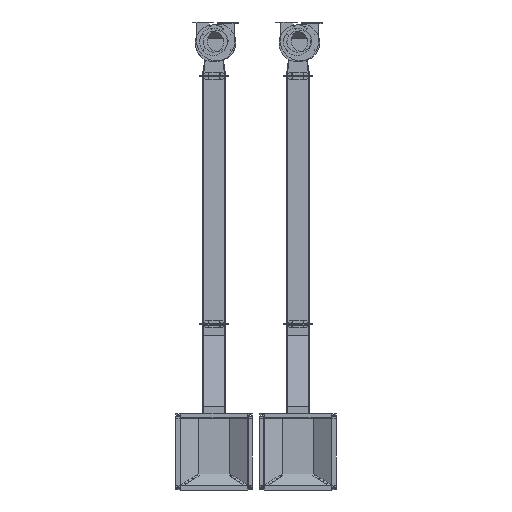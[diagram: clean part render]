
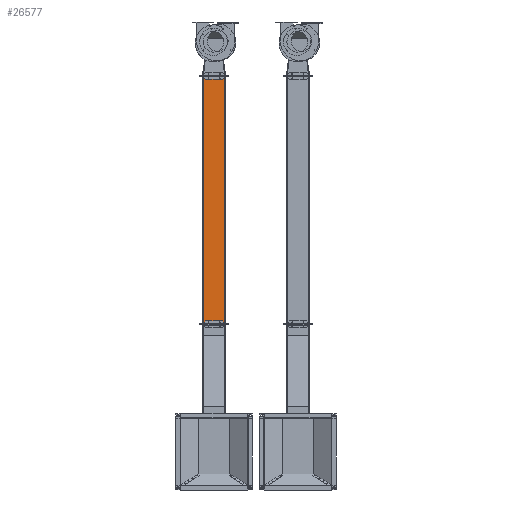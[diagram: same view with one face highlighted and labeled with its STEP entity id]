
A CAD part, front view. The second image highlights one B-rep face of the part: STEP entity #26577.
In plain terms, the highlighted free-form (B-spline) face has degree [1, 1] with [2, 2] control points.
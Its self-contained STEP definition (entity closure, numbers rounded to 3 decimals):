
#25888 = VERTEX_POINT('',#25889);
#25889 = CARTESIAN_POINT('',(870.713,931.006,
    824.689));
#25894 = EDGE_CURVE('',#25895,#25888,#25897,.T.);
#25895 = VERTEX_POINT('',#25896);
#25896 = CARTESIAN_POINT('',(874.026,931.006,
    824.689));
#25897 = ( BOUNDED_CURVE() B_SPLINE_CURVE(2,(#25898,#25899,#25900,#25901
,#25902),.UNSPECIFIED.,.F.,.F.) B_SPLINE_CURVE_WITH_KNOTS((3,2,3),(
    3.142,4.712,6.283),
.PIECEWISE_BEZIER_KNOTS.) CURVE() GEOMETRIC_REPRESENTATION_ITEM() 
RATIONAL_B_SPLINE_CURVE((1.,0.707,1.,0.707,1.)) 
REPRESENTATION_ITEM('') );
#25898 = CARTESIAN_POINT('',(874.026,931.006,
    824.689));
#25899 = CARTESIAN_POINT('',(874.026,931.006,
    826.345));
#25900 = CARTESIAN_POINT('',(872.37,931.006,
    826.345));
#25901 = CARTESIAN_POINT('',(870.713,931.006,
    826.345));
#25902 = CARTESIAN_POINT('',(870.713,931.006,
    824.689));
#25936 = VERTEX_POINT('',#25937);
#25937 = CARTESIAN_POINT('',(818.942,931.006,
    824.689));
#25942 = EDGE_CURVE('',#25943,#25936,#25945,.T.);
#25943 = VERTEX_POINT('',#25944);
#25944 = CARTESIAN_POINT('',(822.256,931.006,
    824.689));
#25945 = ( BOUNDED_CURVE() B_SPLINE_CURVE(2,(#25946,#25947,#25948,#25949
,#25950),.UNSPECIFIED.,.F.,.F.) B_SPLINE_CURVE_WITH_KNOTS((3,2,3),(
    3.142,4.712,6.283),
.PIECEWISE_BEZIER_KNOTS.) CURVE() GEOMETRIC_REPRESENTATION_ITEM() 
RATIONAL_B_SPLINE_CURVE((1.,0.707,1.,0.707,1.)) 
REPRESENTATION_ITEM('') );
#25946 = CARTESIAN_POINT('',(822.256,931.006,
    824.689));
#25947 = CARTESIAN_POINT('',(822.256,931.006,
    826.345));
#25948 = CARTESIAN_POINT('',(820.599,931.006,
    826.345));
#25949 = CARTESIAN_POINT('',(818.942,931.006,
    826.345));
#25950 = CARTESIAN_POINT('',(818.942,931.006,
    824.689));
#25984 = VERTEX_POINT('',#25985);
#25985 = CARTESIAN_POINT('',(870.713,931.006,
    1945.002));
#25990 = EDGE_CURVE('',#25991,#25984,#25993,.T.);
#25991 = VERTEX_POINT('',#25992);
#25992 = CARTESIAN_POINT('',(874.026,931.006,
    1945.002));
#25993 = ( BOUNDED_CURVE() B_SPLINE_CURVE(2,(#25994,#25995,#25996,#25997
,#25998),.UNSPECIFIED.,.F.,.F.) B_SPLINE_CURVE_WITH_KNOTS((3,2,3),(
    3.142,4.712,6.283),
.PIECEWISE_BEZIER_KNOTS.) CURVE() GEOMETRIC_REPRESENTATION_ITEM() 
RATIONAL_B_SPLINE_CURVE((1.,0.707,1.,0.707,1.)) 
REPRESENTATION_ITEM('') );
#25994 = CARTESIAN_POINT('',(874.026,931.006,
    1945.002));
#25995 = CARTESIAN_POINT('',(874.026,931.006,
    1946.659));
#25996 = CARTESIAN_POINT('',(872.37,931.006,
    1946.659));
#25997 = CARTESIAN_POINT('',(870.713,931.006,
    1946.659));
#25998 = CARTESIAN_POINT('',(870.713,931.006,
    1945.002));
#26032 = VERTEX_POINT('',#26033);
#26033 = CARTESIAN_POINT('',(818.942,931.006,
    1945.002));
#26038 = EDGE_CURVE('',#26039,#26032,#26041,.T.);
#26039 = VERTEX_POINT('',#26040);
#26040 = CARTESIAN_POINT('',(822.256,931.006,
    1945.002));
#26041 = ( BOUNDED_CURVE() B_SPLINE_CURVE(2,(#26042,#26043,#26044,#26045
,#26046),.UNSPECIFIED.,.F.,.F.) B_SPLINE_CURVE_WITH_KNOTS((3,2,3),(
    3.142,4.712,6.283),
.PIECEWISE_BEZIER_KNOTS.) CURVE() GEOMETRIC_REPRESENTATION_ITEM() 
RATIONAL_B_SPLINE_CURVE((1.,0.707,1.,0.707,1.)) 
REPRESENTATION_ITEM('') );
#26042 = CARTESIAN_POINT('',(822.256,931.006,
    1945.002));
#26043 = CARTESIAN_POINT('',(822.256,931.006,
    1946.659));
#26044 = CARTESIAN_POINT('',(820.599,931.006,
    1946.659));
#26045 = CARTESIAN_POINT('',(818.942,931.006,
    1946.659));
#26046 = CARTESIAN_POINT('',(818.942,931.006,
    1945.002));
#26577 = ADVANCED_FACE('',(#26578,#26589,#26600,#26611,#26622),#26652,
  .T.);
#26578 = FACE_BOUND('',#26579,.T.);
#26579 = EDGE_LOOP('',(#26580,#26588));
#26580 = ORIENTED_EDGE('',*,*,#26581,.F.);
#26581 = EDGE_CURVE('',#25888,#25895,#26582,.T.);
#26582 = ( BOUNDED_CURVE() B_SPLINE_CURVE(2,(#26583,#26584,#26585,#26586
,#26587),.UNSPECIFIED.,.F.,.F.) B_SPLINE_CURVE_WITH_KNOTS((3,2,3),(0.,
1.571,3.142),.PIECEWISE_BEZIER_KNOTS.) CURVE() 
GEOMETRIC_REPRESENTATION_ITEM() RATIONAL_B_SPLINE_CURVE((1.,
0.707,1.,0.707,1.)) REPRESENTATION_ITEM('') );
#26583 = CARTESIAN_POINT('',(870.713,931.006,
    824.689));
#26584 = CARTESIAN_POINT('',(870.713,931.006,
    823.032));
#26585 = CARTESIAN_POINT('',(872.37,931.006,
    823.032));
#26586 = CARTESIAN_POINT('',(874.026,931.006,
    823.032));
#26587 = CARTESIAN_POINT('',(874.026,931.006,
    824.689));
#26588 = ORIENTED_EDGE('',*,*,#25894,.F.);
#26589 = FACE_BOUND('',#26590,.T.);
#26590 = EDGE_LOOP('',(#26591,#26599));
#26591 = ORIENTED_EDGE('',*,*,#26592,.F.);
#26592 = EDGE_CURVE('',#25936,#25943,#26593,.T.);
#26593 = ( BOUNDED_CURVE() B_SPLINE_CURVE(2,(#26594,#26595,#26596,#26597
,#26598),.UNSPECIFIED.,.F.,.F.) B_SPLINE_CURVE_WITH_KNOTS((3,2,3),(0.,
1.571,3.142),.PIECEWISE_BEZIER_KNOTS.) CURVE() 
GEOMETRIC_REPRESENTATION_ITEM() RATIONAL_B_SPLINE_CURVE((1.,
0.707,1.,0.707,1.)) REPRESENTATION_ITEM('') );
#26594 = CARTESIAN_POINT('',(818.942,931.006,
    824.689));
#26595 = CARTESIAN_POINT('',(818.942,931.006,
    823.032));
#26596 = CARTESIAN_POINT('',(820.599,931.006,
    823.032));
#26597 = CARTESIAN_POINT('',(822.256,931.006,
    823.032));
#26598 = CARTESIAN_POINT('',(822.256,931.006,
    824.689));
#26599 = ORIENTED_EDGE('',*,*,#25942,.F.);
#26600 = FACE_BOUND('',#26601,.T.);
#26601 = EDGE_LOOP('',(#26602,#26610));
#26602 = ORIENTED_EDGE('',*,*,#26603,.F.);
#26603 = EDGE_CURVE('',#25984,#25991,#26604,.T.);
#26604 = ( BOUNDED_CURVE() B_SPLINE_CURVE(2,(#26605,#26606,#26607,#26608
,#26609),.UNSPECIFIED.,.F.,.F.) B_SPLINE_CURVE_WITH_KNOTS((3,2,3),(0.,
1.571,3.142),.PIECEWISE_BEZIER_KNOTS.) CURVE() 
GEOMETRIC_REPRESENTATION_ITEM() RATIONAL_B_SPLINE_CURVE((1.,
0.707,1.,0.707,1.)) REPRESENTATION_ITEM('') );
#26605 = CARTESIAN_POINT('',(870.713,931.006,
    1945.002));
#26606 = CARTESIAN_POINT('',(870.713,931.006,
    1943.346));
#26607 = CARTESIAN_POINT('',(872.37,931.006,
    1943.346));
#26608 = CARTESIAN_POINT('',(874.026,931.006,
    1943.346));
#26609 = CARTESIAN_POINT('',(874.026,931.006,
    1945.002));
#26610 = ORIENTED_EDGE('',*,*,#25990,.F.);
#26611 = FACE_BOUND('',#26612,.T.);
#26612 = EDGE_LOOP('',(#26613,#26621));
#26613 = ORIENTED_EDGE('',*,*,#26614,.F.);
#26614 = EDGE_CURVE('',#26032,#26039,#26615,.T.);
#26615 = ( BOUNDED_CURVE() B_SPLINE_CURVE(2,(#26616,#26617,#26618,#26619
,#26620),.UNSPECIFIED.,.F.,.F.) B_SPLINE_CURVE_WITH_KNOTS((3,2,3),(0.,
1.571,3.142),.PIECEWISE_BEZIER_KNOTS.) CURVE() 
GEOMETRIC_REPRESENTATION_ITEM() RATIONAL_B_SPLINE_CURVE((1.,
0.707,1.,0.707,1.)) REPRESENTATION_ITEM('') );
#26616 = CARTESIAN_POINT('',(818.942,931.006,
    1945.002));
#26617 = CARTESIAN_POINT('',(818.942,931.006,
    1943.346));
#26618 = CARTESIAN_POINT('',(820.599,931.006,
    1943.346));
#26619 = CARTESIAN_POINT('',(822.256,931.006,
    1943.346));
#26620 = CARTESIAN_POINT('',(822.256,931.006,
    1945.002));
#26621 = ORIENTED_EDGE('',*,*,#26038,.F.);
#26622 = FACE_BOUND('',#26623,.T.);
#26623 = EDGE_LOOP('',(#26624,#26633,#26640,#26647));
#26624 = ORIENTED_EDGE('',*,*,#26625,.F.);
#26625 = EDGE_CURVE('',#26626,#26628,#26630,.T.);
#26626 = VERTEX_POINT('',#26627);
#26627 = CARTESIAN_POINT('',(896.184,931.006,
    815.37));
#26628 = VERTEX_POINT('',#26629);
#26629 = CARTESIAN_POINT('',(796.785,931.006,
    815.37));
#26630 = B_SPLINE_CURVE_WITH_KNOTS('',1,(#26631,#26632),.UNSPECIFIED.,
  .F.,.F.,(2,2),(2.,98.),.PIECEWISE_BEZIER_KNOTS.);
#26631 = CARTESIAN_POINT('',(896.184,931.006,
    815.37));
#26632 = CARTESIAN_POINT('',(796.785,931.006,
    815.37));
#26633 = ORIENTED_EDGE('',*,*,#26634,.T.);
#26634 = EDGE_CURVE('',#26626,#26635,#26637,.T.);
#26635 = VERTEX_POINT('',#26636);
#26636 = CARTESIAN_POINT('',(896.184,931.006,
    1954.321));
#26637 = B_SPLINE_CURVE_WITH_KNOTS('',1,(#26638,#26639),.UNSPECIFIED.,
  .F.,.F.,(2,2),(-0.,1100.),.PIECEWISE_BEZIER_KNOTS.);
#26638 = CARTESIAN_POINT('',(896.184,931.006,
    815.37));
#26639 = CARTESIAN_POINT('',(896.184,931.006,
    1954.321));
#26640 = ORIENTED_EDGE('',*,*,#26641,.F.);
#26641 = EDGE_CURVE('',#26642,#26635,#26644,.T.);
#26642 = VERTEX_POINT('',#26643);
#26643 = CARTESIAN_POINT('',(796.785,931.006,
    1954.321));
#26644 = B_SPLINE_CURVE_WITH_KNOTS('',1,(#26645,#26646),.UNSPECIFIED.,
  .F.,.F.,(2,2),(-98.,-2.),.PIECEWISE_BEZIER_KNOTS.);
#26645 = CARTESIAN_POINT('',(796.785,931.006,
    1954.321));
#26646 = CARTESIAN_POINT('',(896.184,931.006,
    1954.321));
#26647 = ORIENTED_EDGE('',*,*,#26648,.T.);
#26648 = EDGE_CURVE('',#26642,#26628,#26649,.T.);
#26649 = B_SPLINE_CURVE_WITH_KNOTS('',1,(#26650,#26651),.UNSPECIFIED.,
  .F.,.F.,(2,2),(0.,1100.),.PIECEWISE_BEZIER_KNOTS.);
#26650 = CARTESIAN_POINT('',(796.785,931.006,
    1954.321));
#26651 = CARTESIAN_POINT('',(796.785,931.006,
    815.37));
#26652 = B_SPLINE_SURFACE_WITH_KNOTS('',1,1,(
    (#26653,#26654)
    ,(#26655,#26656
    )),.UNSPECIFIED.,.F.,.F.,.F.,(2,2),(2,2),(-48.,48.),(-550.,
    550.),.PIECEWISE_BEZIER_KNOTS.);
#26653 = CARTESIAN_POINT('',(896.184,931.006,
    1954.321));
#26654 = CARTESIAN_POINT('',(896.184,931.006,
    815.37));
#26655 = CARTESIAN_POINT('',(796.785,931.006,
    1954.321));
#26656 = CARTESIAN_POINT('',(796.785,931.006,
    815.37));
